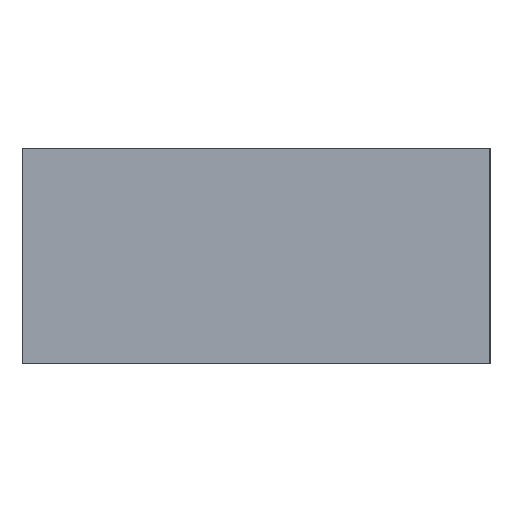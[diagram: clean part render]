
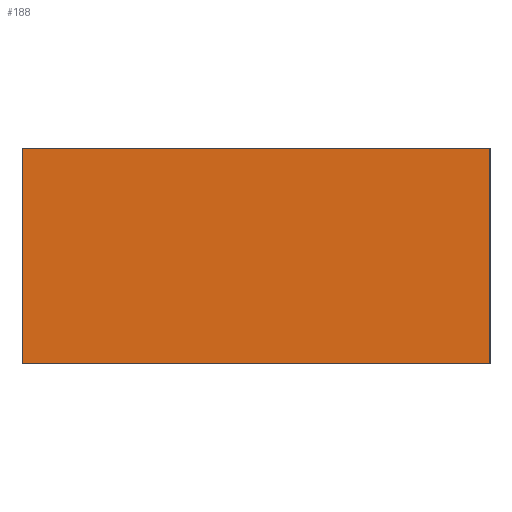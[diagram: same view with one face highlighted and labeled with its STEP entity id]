
A CAD part, left-side view. The second image highlights one B-rep face of the part: STEP entity #188.
In plain terms, the highlighted planar face has unit normal (-1, 0, 0).
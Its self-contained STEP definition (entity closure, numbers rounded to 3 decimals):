
#22=FACE_OUTER_BOUND('',#32,.T.);
#32=EDGE_LOOP('',(#159,#160,#161,#162));
#39=LINE('',#274,#63);
#50=LINE('',#296,#74);
#57=LINE('',#307,#81);
#58=LINE('',#309,#82);
#63=VECTOR('',#225,10.);
#74=VECTOR('',#242,10.);
#81=VECTOR('',#253,10.);
#82=VECTOR('',#256,10.);
#87=VERTEX_POINT('',#272);
#88=VERTEX_POINT('',#273);
#96=VERTEX_POINT('',#294);
#98=VERTEX_POINT('',#304);
#103=EDGE_CURVE('',#87,#88,#39,.T.);
#114=EDGE_CURVE('',#96,#87,#50,.T.);
#121=EDGE_CURVE('',#98,#88,#57,.T.);
#122=EDGE_CURVE('',#96,#98,#58,.T.);
#159=ORIENTED_EDGE('',*,*,#122,.T.);
#160=ORIENTED_EDGE('',*,*,#121,.T.);
#161=ORIENTED_EDGE('',*,*,#103,.F.);
#162=ORIENTED_EDGE('',*,*,#114,.F.);
#178=PLANE('',#212);
#188=ADVANCED_FACE('',(#22),#178,.T.);
#212=AXIS2_PLACEMENT_3D('',#308,#254,#255);
#225=DIRECTION('',(0.,-1.,0.));
#242=DIRECTION('',(0.,0.,1.));
#253=DIRECTION('',(0.,0.,1.));
#254=DIRECTION('center_axis',(-1.,0.,0.));
#255=DIRECTION('ref_axis',(0.,-1.,0.));
#256=DIRECTION('',(0.,-1.,0.));
#272=CARTESIAN_POINT('',(0.,10.,4.6));
#273=CARTESIAN_POINT('',(0.,0.,4.6));
#274=CARTESIAN_POINT('',(0.,10.,4.6));
#294=CARTESIAN_POINT('',(0.,10.,0.));
#296=CARTESIAN_POINT('',(0.,10.,0.));
#304=CARTESIAN_POINT('',(0.,0.,0.));
#307=CARTESIAN_POINT('',(0.,0.,0.));
#308=CARTESIAN_POINT('Origin',(0.,10.,0.));
#309=CARTESIAN_POINT('',(0.,10.,0.));
